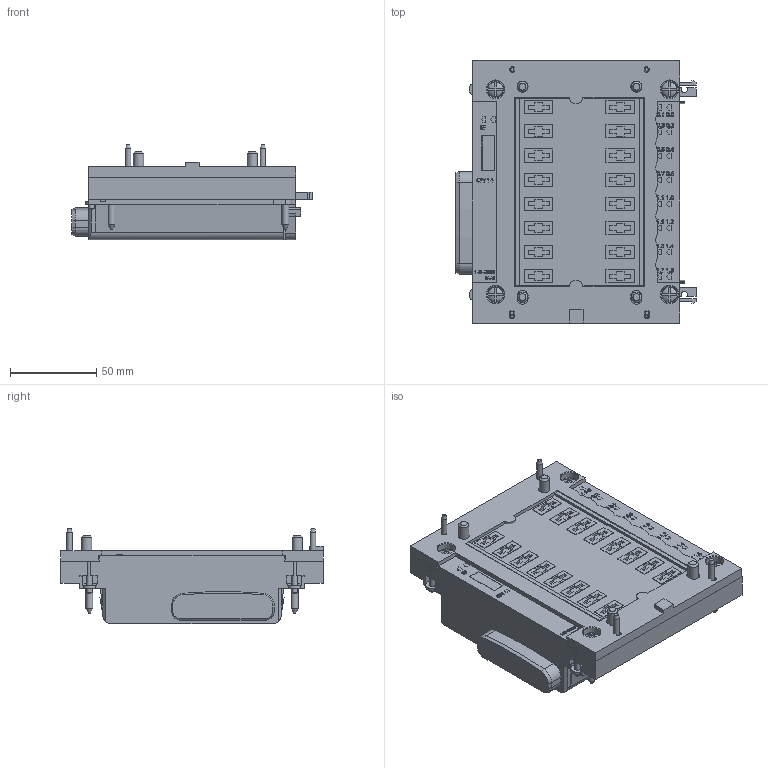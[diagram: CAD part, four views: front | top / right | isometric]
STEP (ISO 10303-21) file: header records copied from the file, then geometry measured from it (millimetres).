
FILE_DESCRIPTION(/* description */ (''),/* implementation_level */ '2;1');
FILE_NAME(/* name */ '6ES7148-4EB00-0AA0_3d.stp',/* time_stamp */ '2025-03-03T14:08:37+01:00',/* author */ (''),/* organization */ (''),/* preprocessor_version */ 'ST-DEVELOPER v18.102',/* originating_system */ 'SIEMENS PLM Software NX 2023',/* authorisation */ '');
FILE_SCHEMA (('AUTOMOTIVE_DESIGN { 1 0 10303 214 3 1 1 1 }'));
Products named in the file (4): A5E30130730A_RS-AA_002_2-cover; A5E30130729A_RS-AA_002_2-box; A5E30130717A_RS-AA_002_1-labeling; A5E30130716A_RS-AA_002_4-CAx_6ES71484EB000AA0
Assembly tree (3 placements, depth 2):
  A5E30130716A_RS-AA_002_4-CAx_6ES71484EB000AA0
    A5E30130717A_RS-AA_002_1-labeling
    A5E30130729A_RS-AA_002_2-box
    A5E30130730A_RS-AA_002_2-cover
Bounding box: 139.23 x 152 x 55.2 mm (x, y, z)
Volume: 620296.4 mm3; surface area: 89324.3 mm2
Topology: 102 solids, 104 shells, 1738 faces, 4256 edges, 2824 vertices
Faces by surface type: plane 1469, extrusion 109, cylinder 104, cone 40, sphere 16
Full cylindrical faces by diameter (mm): 3.19 x2, 3.2 x4, 3.7 x2, 4 x4, 4.8 x4, 5.25 x2, 5.5 x8, 6 x8, 6.4 x2, 8.5 x2, 8.8 x4, 10 x8
Entity records: 62317 total; most frequent: CARTESIAN_POINT 14164, ORIENTED_EDGE 8164, DIRECTION 7567, EDGE_CURVE 4082, VECTOR 3653, LINE 3544, VERTEX_POINT 2783, EDGE_LOOP 2089
